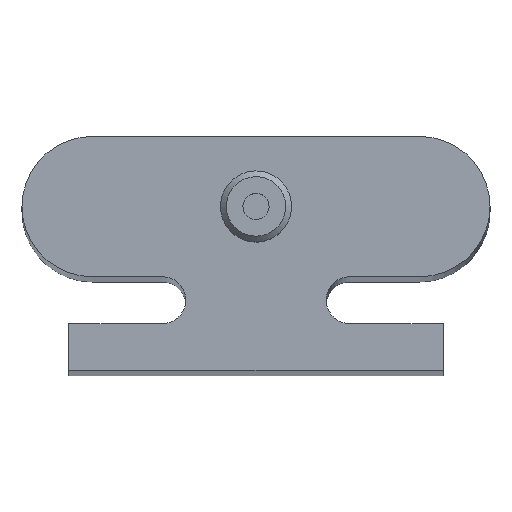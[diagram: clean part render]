
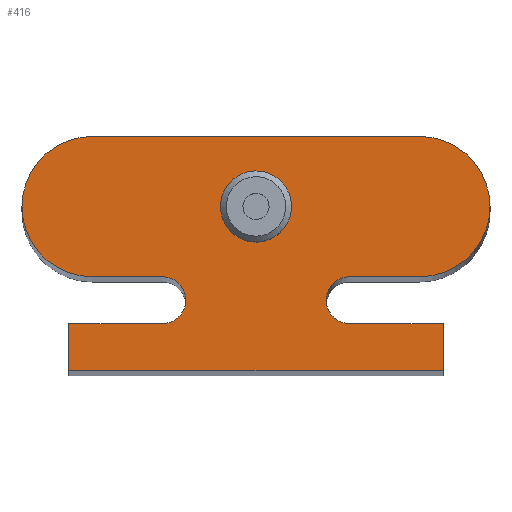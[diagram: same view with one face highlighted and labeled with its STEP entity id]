
A CAD part, top view. The second image highlights one B-rep face of the part: STEP entity #416.
In plain terms, the highlighted planar face has unit normal (0, 0, 1).
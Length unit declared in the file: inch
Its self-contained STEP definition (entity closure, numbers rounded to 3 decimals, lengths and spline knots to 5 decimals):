
#14=FACE_BOUND('',#60,.T.);
#34=FACE_OUTER_BOUND('',#59,.T.);
#59=EDGE_LOOP('',(#286,#287,#288,#289,#290,#291,#292,#293,#294,#295,#296,
#297));
#60=EDGE_LOOP('',(#298));
#91=LINE('',#639,#127);
#92=LINE('',#641,#128);
#93=LINE('',#643,#129);
#94=LINE('',#647,#130);
#95=LINE('',#651,#131);
#96=LINE('',#655,#132);
#97=LINE('',#659,#133);
#98=LINE('',#660,#134);
#127=VECTOR('',#519,0.3937);
#128=VECTOR('',#520,0.3937);
#129=VECTOR('',#521,0.3937);
#130=VECTOR('',#524,0.3937);
#131=VECTOR('',#527,0.3937);
#132=VECTOR('',#530,0.3937);
#133=VECTOR('',#533,0.3937);
#134=VECTOR('',#534,0.3937);
#159=CIRCLE('',#456,0.0625);
#160=CIRCLE('',#457,0.1875);
#161=CIRCLE('',#458,0.1875);
#162=CIRCLE('',#459,0.0625);
#163=CIRCLE('',#460,0.095);
#180=VERTEX_POINT('',#637);
#181=VERTEX_POINT('',#638);
#182=VERTEX_POINT('',#640);
#183=VERTEX_POINT('',#642);
#184=VERTEX_POINT('',#644);
#185=VERTEX_POINT('',#646);
#186=VERTEX_POINT('',#648);
#187=VERTEX_POINT('',#650);
#188=VERTEX_POINT('',#652);
#189=VERTEX_POINT('',#654);
#190=VERTEX_POINT('',#656);
#191=VERTEX_POINT('',#658);
#192=VERTEX_POINT('',#661);
#221=EDGE_CURVE('',#180,#181,#91,.T.);
#222=EDGE_CURVE('',#181,#182,#92,.T.);
#223=EDGE_CURVE('',#182,#183,#93,.T.);
#224=EDGE_CURVE('',#183,#184,#159,.T.);
#225=EDGE_CURVE('',#184,#185,#94,.T.);
#226=EDGE_CURVE('',#185,#186,#160,.T.);
#227=EDGE_CURVE('',#186,#187,#95,.T.);
#228=EDGE_CURVE('',#187,#188,#161,.T.);
#229=EDGE_CURVE('',#188,#189,#96,.T.);
#230=EDGE_CURVE('',#189,#190,#162,.T.);
#231=EDGE_CURVE('',#190,#191,#97,.T.);
#232=EDGE_CURVE('',#191,#180,#98,.T.);
#233=EDGE_CURVE('',#192,#192,#163,.T.);
#286=ORIENTED_EDGE('',*,*,#221,.T.);
#287=ORIENTED_EDGE('',*,*,#222,.T.);
#288=ORIENTED_EDGE('',*,*,#223,.T.);
#289=ORIENTED_EDGE('',*,*,#224,.T.);
#290=ORIENTED_EDGE('',*,*,#225,.T.);
#291=ORIENTED_EDGE('',*,*,#226,.T.);
#292=ORIENTED_EDGE('',*,*,#227,.T.);
#293=ORIENTED_EDGE('',*,*,#228,.T.);
#294=ORIENTED_EDGE('',*,*,#229,.T.);
#295=ORIENTED_EDGE('',*,*,#230,.T.);
#296=ORIENTED_EDGE('',*,*,#231,.T.);
#297=ORIENTED_EDGE('',*,*,#232,.T.);
#298=ORIENTED_EDGE('',*,*,#233,.F.);
#372=PLANE('',#455);
#416=ADVANCED_FACE('',(#34,#14),#372,.T.);
#455=AXIS2_PLACEMENT_3D('',#636,#517,#518);
#456=AXIS2_PLACEMENT_3D('',#645,#522,#523);
#457=AXIS2_PLACEMENT_3D('',#649,#525,#526);
#458=AXIS2_PLACEMENT_3D('',#653,#528,#529);
#459=AXIS2_PLACEMENT_3D('',#657,#531,#532);
#460=AXIS2_PLACEMENT_3D('',#662,#535,#536);
#517=DIRECTION('center_axis',(0.,0.,1.));
#518=DIRECTION('ref_axis',(1.,0.,0.));
#519=DIRECTION('',(1.,0.,0.));
#520=DIRECTION('',(0.,1.,0.));
#521=DIRECTION('',(-1.,0.,0.));
#522=DIRECTION('center_axis',(0.,0.,-1.));
#523=DIRECTION('ref_axis',(0.,1.,0.));
#524=DIRECTION('',(1.,0.,0.));
#525=DIRECTION('center_axis',(0.,0.,1.));
#526=DIRECTION('ref_axis',(0.,1.,0.));
#527=DIRECTION('',(-1.,0.,0.));
#528=DIRECTION('center_axis',(0.,0.,1.));
#529=DIRECTION('ref_axis',(0.,-1.,0.));
#530=DIRECTION('',(1.,0.,0.));
#531=DIRECTION('center_axis',(0.,0.,-1.));
#532=DIRECTION('ref_axis',(0.,-1.,0.));
#533=DIRECTION('',(-1.,0.,0.));
#534=DIRECTION('',(0.,-1.,0.));
#535=DIRECTION('center_axis',(0.,0.,
1.));
#536=DIRECTION('ref_axis',(-0.202,0.979,0.));
#636=CARTESIAN_POINT('Origin',(0.,0.27777,4.));
#637=CARTESIAN_POINT('',(-0.5,0.,4.));
#638=CARTESIAN_POINT('',(0.5,0.,4.));
#639=CARTESIAN_POINT('',(0.,0.,4.));
#640=CARTESIAN_POINT('',(0.5,0.125,4.));
#641=CARTESIAN_POINT('',(0.5,0.125,4.));
#642=CARTESIAN_POINT('',(0.25,0.125,4.));
#643=CARTESIAN_POINT('',(0.25,0.125,4.));
#644=CARTESIAN_POINT('',(0.25,0.25,4.));
#645=CARTESIAN_POINT('Origin',(0.25,0.1875,4.));
#646=CARTESIAN_POINT('',(0.4375,0.25,4.));
#647=CARTESIAN_POINT('',(0.4375,0.25,4.));
#648=CARTESIAN_POINT('',(0.4375,0.625,4.));
#649=CARTESIAN_POINT('Origin',(0.4375,0.4375,4.));
#650=CARTESIAN_POINT('',(-0.4375,0.625,4.));
#651=CARTESIAN_POINT('',(0.,0.625,4.));
#652=CARTESIAN_POINT('',(-0.4375,0.25,4.));
#653=CARTESIAN_POINT('Origin',(-0.4375,0.4375,4.));
#654=CARTESIAN_POINT('',(-0.25,0.25,4.));
#655=CARTESIAN_POINT('',(-0.25,0.25,4.));
#656=CARTESIAN_POINT('',(-0.25,0.125,4.));
#657=CARTESIAN_POINT('Origin',(-0.25,0.1875,4.));
#658=CARTESIAN_POINT('',(-0.5,0.125,4.));
#659=CARTESIAN_POINT('',(-0.5,0.125,4.));
#660=CARTESIAN_POINT('',(-0.5,0.,4.));
#661=CARTESIAN_POINT('',(-0.01923,0.53053,4.));
#662=CARTESIAN_POINT('Origin',(0.,0.4375,
4.));
